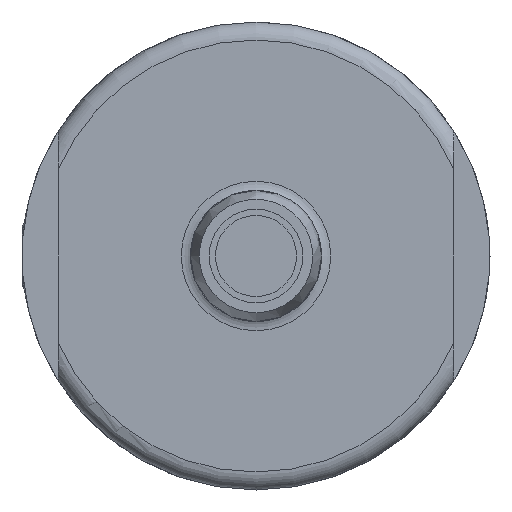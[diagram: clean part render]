
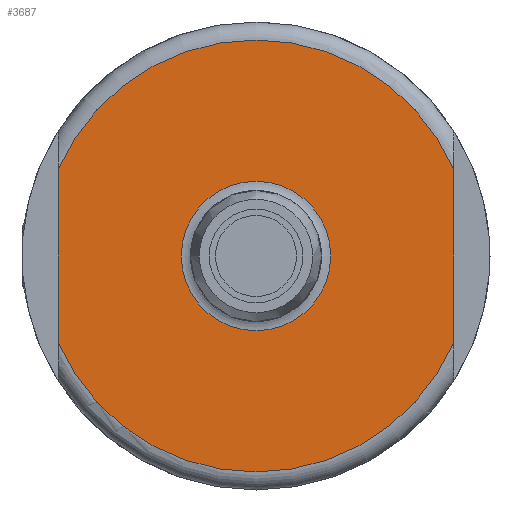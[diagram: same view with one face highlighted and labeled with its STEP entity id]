
A CAD part, left-side view. The second image highlights one B-rep face of the part: STEP entity #3687.
In plain terms, the highlighted planar face has unit normal (-1, 0, 0).
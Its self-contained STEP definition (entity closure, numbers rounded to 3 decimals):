
#144=PLANE('',#4222);
#193=FACE_BOUND('',#1186,.T.);
#475=LINE('',#14624,#614);
#476=LINE('',#14625,#615);
#614=VECTOR('',#5310,1000.);
#615=VECTOR('',#5311,1000.);
#937=FACE_OUTER_BOUND('',#1185,.T.);
#1185=EDGE_LOOP('',(#3435,#3436,#3437,#3438));
#1186=EDGE_LOOP('',(#3439,#3440));
#1415=CIRCLE('',#4158,12.);
#1457=CIRCLE('',#4214,4.15);
#1458=CIRCLE('',#4215,4.15);
#1459=CIRCLE('',#4217,12.);
#1821=VERTEX_POINT('',#14428);
#1822=VERTEX_POINT('',#14441);
#1860=VERTEX_POINT('',#14586);
#1861=VERTEX_POINT('',#14588);
#1862=VERTEX_POINT('',#14592);
#1863=VERTEX_POINT('',#14605);
#2330=EDGE_CURVE('',#1822,#1821,#1415,.T.);
#2386=EDGE_CURVE('',#1860,#1861,#1457,.T.);
#2387=EDGE_CURVE('',#1861,#1860,#1458,.T.);
#2389=EDGE_CURVE('',#1863,#1862,#1459,.T.);
#2391=EDGE_CURVE('',#1862,#1822,#475,.T.);
#2392=EDGE_CURVE('',#1821,#1863,#476,.T.);
#3435=ORIENTED_EDGE('',*,*,#2389,.T.);
#3436=ORIENTED_EDGE('',*,*,#2391,.T.);
#3437=ORIENTED_EDGE('',*,*,#2330,.T.);
#3438=ORIENTED_EDGE('',*,*,#2392,.T.);
#3439=ORIENTED_EDGE('',*,*,#2387,.F.);
#3440=ORIENTED_EDGE('',*,*,#2386,.F.);
#3687=ADVANCED_FACE('',(#937,#193),#144,.F.);
#4158=AXIS2_PLACEMENT_3D('',#14442,#5167,#5168);
#4214=AXIS2_PLACEMENT_3D('',#14589,#5292,#5293);
#4215=AXIS2_PLACEMENT_3D('',#14590,#5294,#5295);
#4217=AXIS2_PLACEMENT_3D('',#14606,#5298,#5299);
#4222=AXIS2_PLACEMENT_3D('',#14623,#5308,#5309);
#5167=DIRECTION('center_axis',(-1.,0.,0.));
#5168=DIRECTION('ref_axis',(0.,0.,-1.));
#5292=DIRECTION('center_axis',(-1.,0.,0.));
#5293=DIRECTION('ref_axis',(0.,0.,-1.));
#5294=DIRECTION('center_axis',(-1.,0.,0.));
#5295=DIRECTION('ref_axis',(0.,0.,-1.));
#5298=DIRECTION('center_axis',(-1.,0.,0.));
#5299=DIRECTION('ref_axis',(0.,0.,-1.));
#5308=DIRECTION('center_axis',(1.,0.,0.));
#5309=DIRECTION('ref_axis',(0.,0.,1.));
#5310=DIRECTION('',(0.,0.,-1.));
#5311=DIRECTION('',(0.,0.,1.));
#14428=CARTESIAN_POINT('',(-9.3,-11.,-4.796));
#14441=CARTESIAN_POINT('',(-9.3,11.,-4.796));
#14442=CARTESIAN_POINT('Origin',(-9.3,0.,
0.));
#14586=CARTESIAN_POINT('',(-9.3,0.,4.15));
#14588=CARTESIAN_POINT('',(-9.3,0.,-4.15));
#14589=CARTESIAN_POINT('Origin',(-9.3,0.,
0.));
#14590=CARTESIAN_POINT('Origin',(-9.3,0.,
0.));
#14592=CARTESIAN_POINT('',(-9.3,11.,4.796));
#14605=CARTESIAN_POINT('',(-9.3,-11.,4.796));
#14606=CARTESIAN_POINT('Origin',(-9.3,0.,
0.));
#14623=CARTESIAN_POINT('Origin',(-9.3,-4.15,0.));
#14624=CARTESIAN_POINT('',(-9.3,11.,0.));
#14625=CARTESIAN_POINT('',(-9.3,-11.,0.));
